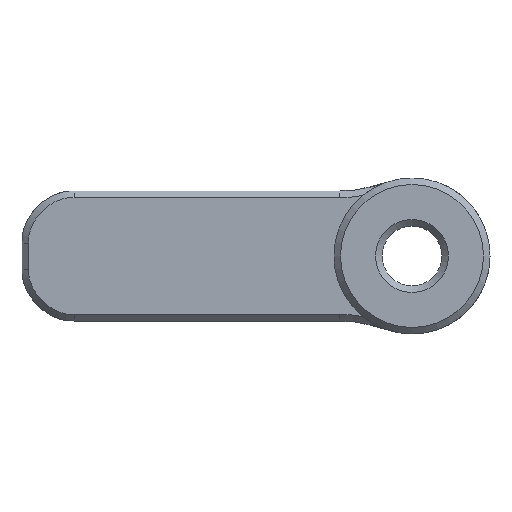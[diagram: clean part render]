
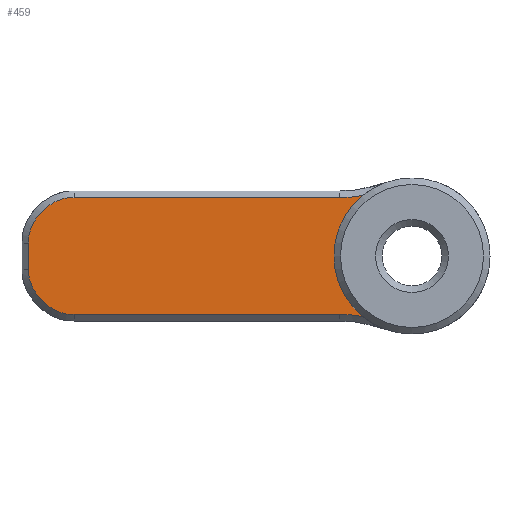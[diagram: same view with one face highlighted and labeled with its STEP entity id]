
A CAD part, front view. The second image highlights one B-rep face of the part: STEP entity #459.
In plain terms, the highlighted planar face has unit normal (0, -1, 0).
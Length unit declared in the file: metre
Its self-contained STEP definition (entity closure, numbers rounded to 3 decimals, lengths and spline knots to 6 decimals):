
#39=LINE('',#764,#51);
#40=LINE('',#780,#52);
#41=LINE('',#796,#53);
#51=VECTOR('',#589,1.);
#52=VECTOR('',#590,1.);
#53=VECTOR('',#591,1.);
#60=PLANE('',#519);
#81=B_SPLINE_CURVE_WITH_KNOTS('',3,(#759,#760,#761,#762),.UNSPECIFIED.,
 .F.,.F.,(4,4),(0.,1.),.UNSPECIFIED.);
#82=B_SPLINE_CURVE_WITH_KNOTS('',3,(#766,#767,#768,#769,#770,#771,#772,
#773,#774,#775,#776,#777,#778),.UNSPECIFIED.,.F.,.F.,(4,1,1,1,1,1,1,1,1,
1,4),(0.,0.0625,0.125,0.25,0.375,0.5,0.625,0.75,0.875,0.9375,1.),
 .UNSPECIFIED.);
#83=B_SPLINE_CURVE_WITH_KNOTS('',3,(#782,#783,#784,#785,#786,#787,#788,
#789,#790,#791,#792,#793,#794),.UNSPECIFIED.,.F.,.F.,(4,1,1,1,1,1,1,1,1,
1,4),(0.,0.0625,0.125,0.25,0.375,0.5,0.625,0.75,0.875,0.9375,1.),
 .UNSPECIFIED.);
#84=B_SPLINE_CURVE_WITH_KNOTS('',3,(#798,#799,#800,#801),.UNSPECIFIED.,
 .F.,.F.,(4,4),(0.,1.),.UNSPECIFIED.);
#143=ORIENTED_EDGE('',*,*,#242,.T.);
#144=ORIENTED_EDGE('',*,*,#273,.T.);
#145=ORIENTED_EDGE('',*,*,#274,.T.);
#146=ORIENTED_EDGE('',*,*,#275,.T.);
#147=ORIENTED_EDGE('',*,*,#276,.T.);
#148=ORIENTED_EDGE('',*,*,#277,.T.);
#149=ORIENTED_EDGE('',*,*,#278,.T.);
#150=ORIENTED_EDGE('',*,*,#279,.T.);
#242=EDGE_CURVE('',#308,#307,#346,.T.);
#273=EDGE_CURVE('',#307,#338,#81,.T.);
#274=EDGE_CURVE('',#338,#339,#39,.T.);
#275=EDGE_CURVE('',#339,#340,#82,.T.);
#276=EDGE_CURVE('',#340,#341,#40,.T.);
#277=EDGE_CURVE('',#341,#342,#83,.T.);
#278=EDGE_CURVE('',#342,#343,#41,.T.);
#279=EDGE_CURVE('',#343,#308,#84,.T.);
#307=VERTEX_POINT('',#637);
#308=VERTEX_POINT('',#639);
#338=VERTEX_POINT('',#763);
#339=VERTEX_POINT('',#765);
#340=VERTEX_POINT('',#779);
#341=VERTEX_POINT('',#781);
#342=VERTEX_POINT('',#795);
#343=VERTEX_POINT('',#797);
#346=CIRCLE('',#500,0.006);
#372=EDGE_LOOP('',(#143,#144,#145,#146,#147,#148,#149,#150));
#417=FACE_BOUND('',#372,.T.);
#459=ADVANCED_FACE('',(#417),#60,.F.);
#500=AXIS2_PLACEMENT_3D('',#638,#540,#541);
#519=AXIS2_PLACEMENT_3D('',#758,#587,#588);
#540=DIRECTION('',(0.,1.,0.));
#541=DIRECTION('',(0.,0.,1.));
#587=DIRECTION('',(0.,1.,0.));
#588=DIRECTION('',(-1.,0.,0.));
#589=DIRECTION('',(-1.,0.,0.));
#590=DIRECTION('',(0.,0.,-1.));
#591=DIRECTION('',(1.,0.,0.));
#637=CARTESIAN_POINT('',(0.043833,0.047734,-0.00313));
#638=CARTESIAN_POINT('',(0.047625,0.047734,-0.00778));
#639=CARTESIAN_POINT('',(0.043833,0.047734,-0.01243));
#758=CARTESIAN_POINT('',(0.035625,0.047734,-0.00778));
#759=CARTESIAN_POINT('',(0.043833,0.047734,-0.00313));
#760=CARTESIAN_POINT('',(0.04324,0.047734,-0.003233));
#761=CARTESIAN_POINT('',(0.042648,0.047734,-0.003283));
#762=CARTESIAN_POINT('',(0.042057,0.047734,-0.00328));
#763=CARTESIAN_POINT('',(0.042057,0.047734,-0.00328));
#764=CARTESIAN_POINT('',(0.021625,0.047734,-0.00328));
#765=CARTESIAN_POINT('',(0.021625,0.047734,-0.00328));
#766=CARTESIAN_POINT('',(0.021625,0.047734,-0.00328));
#767=CARTESIAN_POINT('',(0.021489,0.047734,-0.003279));
#768=CARTESIAN_POINT('',(0.021233,0.047734,-0.003288));
#769=CARTESIAN_POINT('',(0.020853,0.047734,-0.003339));
#770=CARTESIAN_POINT('',(0.020277,0.047734,-0.003537));
#771=CARTESIAN_POINT('',(0.019685,0.047734,-0.003885));
#772=CARTESIAN_POINT('',(0.019163,0.047734,-0.00432));
#773=CARTESIAN_POINT('',(0.018727,0.047734,-0.004844));
#774=CARTESIAN_POINT('',(0.01838,0.047734,-0.005436));
#775=CARTESIAN_POINT('',(0.018183,0.047734,-0.006015));
#776=CARTESIAN_POINT('',(0.018133,0.047734,-0.006391));
#777=CARTESIAN_POINT('',(0.018124,0.047734,-0.006645));
#778=CARTESIAN_POINT('',(0.018125,0.047734,-0.00678));
#779=CARTESIAN_POINT('',(0.018125,0.047734,-0.00678));
#780=CARTESIAN_POINT('',(0.018125,0.047734,-0.00878));
#781=CARTESIAN_POINT('',(0.018125,0.047734,-0.00878));
#782=CARTESIAN_POINT('',(0.018125,0.047734,-0.00878));
#783=CARTESIAN_POINT('',(0.018124,0.047734,-0.008916));
#784=CARTESIAN_POINT('',(0.018133,0.047734,-0.009172));
#785=CARTESIAN_POINT('',(0.018184,0.047734,-0.009552));
#786=CARTESIAN_POINT('',(0.018382,0.047734,-0.010128));
#787=CARTESIAN_POINT('',(0.01873,0.047734,-0.01072));
#788=CARTESIAN_POINT('',(0.019165,0.047734,-0.011242));
#789=CARTESIAN_POINT('',(0.019689,0.047734,-0.011678));
#790=CARTESIAN_POINT('',(0.020281,0.047734,-0.012025));
#791=CARTESIAN_POINT('',(0.02086,0.047734,-0.012222));
#792=CARTESIAN_POINT('',(0.021236,0.047734,-0.012272));
#793=CARTESIAN_POINT('',(0.02149,0.047734,-0.012281));
#794=CARTESIAN_POINT('',(0.021625,0.047734,-0.01228));
#795=CARTESIAN_POINT('',(0.021625,0.047734,-0.01228));
#796=CARTESIAN_POINT('',(0.035625,0.047734,-0.01228));
#797=CARTESIAN_POINT('',(0.042057,0.047734,-0.01228));
#798=CARTESIAN_POINT('',(0.042057,0.047734,-0.01228));
#799=CARTESIAN_POINT('',(0.042648,0.047734,-0.012277));
#800=CARTESIAN_POINT('',(0.04324,0.047734,-0.012327));
#801=CARTESIAN_POINT('',(0.043833,0.047734,-0.01243));
